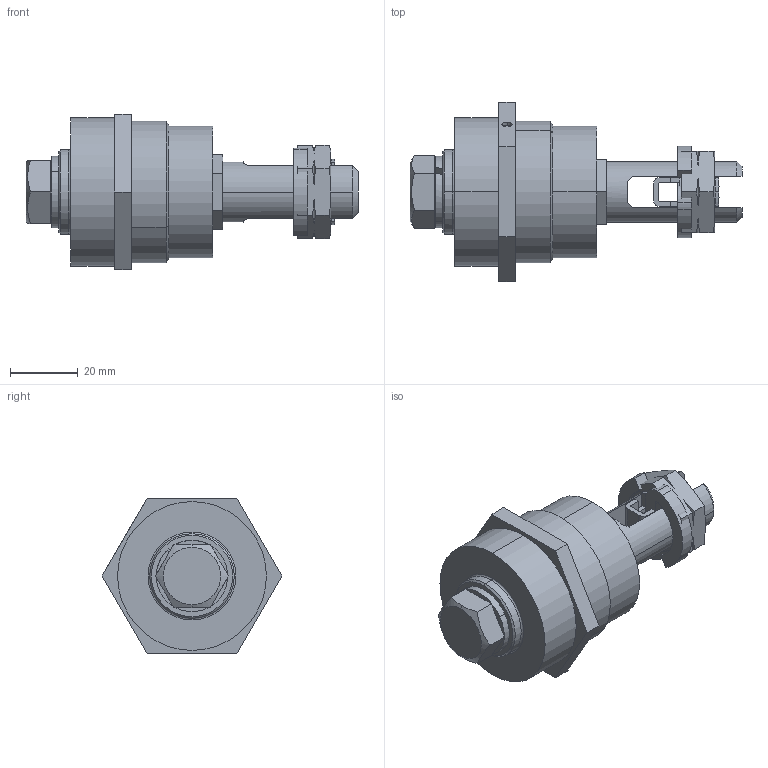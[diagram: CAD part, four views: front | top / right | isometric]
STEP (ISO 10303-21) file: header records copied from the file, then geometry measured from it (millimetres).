
FILE_DESCRIPTION (( 'STEP AP203' ), '1' );
FILE_NAME ('8171_07-KB-ap203.STEP', '2013-05-17T11:01:56', ( 'Admin' ), ( 'R. STAHL AG' ), 'SwSTEP 2.0', 'SolidWorks 2013', '' );
FILE_SCHEMA (( 'CONFIG_CONTROL_DESIGN' ));
Length unit declared in the file: millimetre
Products named in the file (13): 81_719_06_91_0_Buegel2_81 719 08 91 0 B“el 2; 81_719_06_91_0_Buegel_81_719_08_91_0 B“el; 81_719_06_91_0_Feder; 81_712_11_50_0; 81_719_06_91_0_81_719_08_91_0; 81_719_06_90_3_81 719 06 90 0; 506_761_0; 81_710_11_62_0_Pressmasse_ohne Aufschrift; 500_281_0; 81_710_11_62_0_ohne Aufschrift; 8171_07-KB-ap203; 81_719_01_97_0_81_719_01_97_0; 81_719_06_91_0_Mutter_81 719 08 91 0
Assembly tree (12 placements, depth 3):
  8171_07-KB-ap203
    81_710_11_62_0_ohne Aufschrift
      81_712_11_50_0
      81_719_06_90_3_81 719 06 90 0
      81_710_11_62_0_Pressmasse_ohne Aufschrift
    81_719_01_97_0_81_719_01_97_0
    81_719_06_91_0_81_719_08_91_0
      81_719_06_91_0_Mutter_81 719 08 91 0
      81_719_06_91_0_Buegel2_81 719 08 91 0 B“el 2
      81_719_06_91_0_Buegel_81_719_08_91_0 B“el
      81_719_06_91_0_Feder
    506_761_0
    500_281_0
Bounding box: 98.2 x 53.12 x 46 mm (x, y, z)
Volume: 76123.7 mm3; surface area: 34233.6 mm2
Topology: 10 solids, 10 shells, 290 faces, 721 edges, 462 vertices
Faces by surface type: plane 126, cylinder 93, cone 51, torus 20
Entity records: 10540 total; most frequent: CARTESIAN_POINT 2182, DIRECTION 1511, ORIENTED_EDGE 1442, EDGE_CURVE 721, AXIS2_PLACEMENT_3D 583, VERTEX_POINT 462, LINE 345, VECTOR 345
